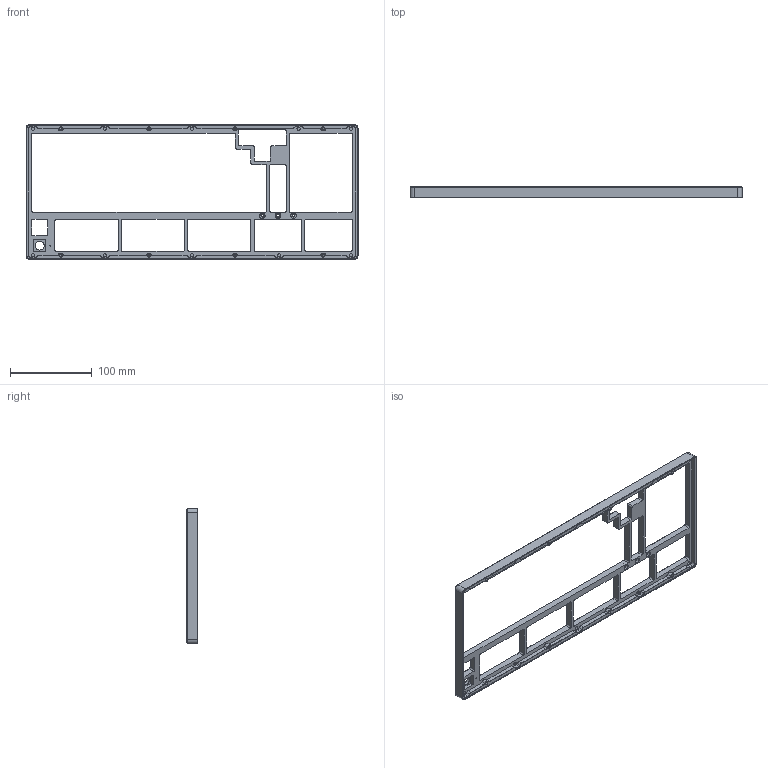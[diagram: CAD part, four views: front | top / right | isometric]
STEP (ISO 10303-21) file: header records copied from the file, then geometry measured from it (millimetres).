
FILE_DESCRIPTION(/* description */ (''),/* implementation_level */ '2;1');
FILE_NAME(/* name */ 'Boston-top with LEDs and with 1mm Lightguide.step',/* time_stamp */ '2024-05-16T19:48:14+02:00',/* author */ (''),/* organization */ (''),/* preprocessor_version */ 'ST-DEVELOPER v20',/* originating_system */ 'Autodesk Translation Framework v13.14.0.145',/* authorisation */ '');
FILE_SCHEMA (('AUTOMOTIVE_DESIGN { 1 0 10303 214 3 1 1 }'));
Length unit declared in the file: millimetre
Products named in the file (1): Boston-top-alternate (3d print)
Bounding box: 405 x 13.5 x 165 mm (x, y, z)
Volume: 151134 mm3; surface area: 75205.3 mm2
Topology: 1 solids, 1 shells, 483 faces, 1163 edges, 706 vertices
Faces by surface type: plane 198, cylinder 154, cone 131
Full cylindrical faces by diameter (mm): 1.3 x1, 2.5 x8, 3.2 x3, 3.9 x8, 4 x10, 6.5 x3, 11 x1
Entity records: 13971 total; most frequent: DIRECTION 2561, CARTESIAN_POINT 2345, ORIENTED_EDGE 2310, EDGE_CURVE 1155, AXIS2_PLACEMENT_3D 922, LINE 717, VECTOR 717, VERTEX_POINT 706
